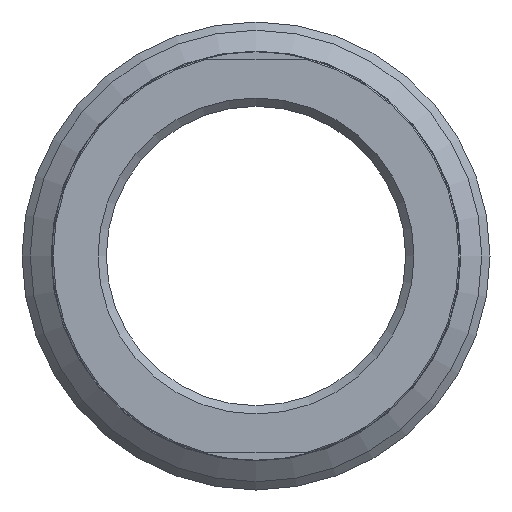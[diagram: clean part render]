
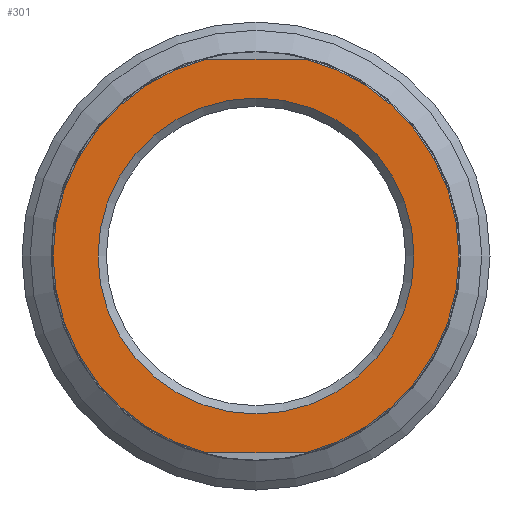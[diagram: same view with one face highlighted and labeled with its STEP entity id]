
A CAD part, left-side view. The second image highlights one B-rep face of the part: STEP entity #301.
In plain terms, the highlighted planar face has unit normal (-1, 0, 0).
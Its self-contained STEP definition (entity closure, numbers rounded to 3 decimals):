
#17=FACE_BOUND('',#61,.T.);
#42=FACE_OUTER_BOUND('',#60,.T.);
#60=EDGE_LOOP('',(#246,#247,#248,#249));
#61=EDGE_LOOP('',(#250));
#70=LINE('',#483,#86);
#74=LINE('',#502,#90);
#86=VECTOR('',#379,10.);
#90=VECTOR('',#389,10.);
#107=CIRCLE('',#341,48.95);
#113=CIRCLE('',#351,48.95);
#114=CIRCLE('',#353,38.113);
#127=VERTEX_POINT('',#478);
#128=VERTEX_POINT('',#482);
#133=VERTEX_POINT('',#497);
#134=VERTEX_POINT('',#501);
#144=VERTEX_POINT('',#538);
#157=EDGE_CURVE('',#128,#127,#70,.T.);
#164=EDGE_CURVE('',#134,#133,#74,.T.);
#173=EDGE_CURVE('',#128,#133,#107,.T.);
#181=EDGE_CURVE('',#134,#127,#113,.T.);
#182=EDGE_CURVE('',#144,#144,#114,.T.);
#246=ORIENTED_EDGE('',*,*,#157,.T.);
#247=ORIENTED_EDGE('',*,*,#181,.F.);
#248=ORIENTED_EDGE('',*,*,#164,.T.);
#249=ORIENTED_EDGE('',*,*,#173,.F.);
#250=ORIENTED_EDGE('',*,*,#182,.F.);
#290=PLANE('',#352);
#301=ADVANCED_FACE('',(#42,#17),#290,.T.);
#341=AXIS2_PLACEMENT_3D('',#519,#406,#407);
#351=AXIS2_PLACEMENT_3D('',#536,#428,#429);
#352=AXIS2_PLACEMENT_3D('',#537,#430,#431);
#353=AXIS2_PLACEMENT_3D('',#539,#432,#433);
#379=DIRECTION('',(0.,1.,0.));
#389=DIRECTION('',(0.,-1.,0.));
#406=DIRECTION('center_axis',(1.,0.,0.));
#407=DIRECTION('ref_axis',(0.,-1.,0.));
#428=DIRECTION('center_axis',(1.,0.,0.));
#429=DIRECTION('ref_axis',(0.,-1.,0.));
#430=DIRECTION('center_axis',(-1.,0.,0.));
#431=DIRECTION('ref_axis',(0.,0.,1.));
#432=DIRECTION('center_axis',(-1.,0.,0.));
#433=DIRECTION('ref_axis',(0.,0.,-1.));
#478=CARTESIAN_POINT('',(-44.,11.826,47.5));
#482=CARTESIAN_POINT('',(-44.,-11.826,47.5));
#483=CARTESIAN_POINT('',(-44.,-9.536,47.5));
#497=CARTESIAN_POINT('',(-44.,-11.826,-47.5));
#501=CARTESIAN_POINT('',(-44.,11.826,-47.5));
#502=CARTESIAN_POINT('',(-44.,62.35,-47.5));
#519=CARTESIAN_POINT('Origin',(-44.,0.,0.));
#536=CARTESIAN_POINT('Origin',(-44.,0.,0.));
#537=CARTESIAN_POINT('Origin',(-44.,49.25,0.));
#538=CARTESIAN_POINT('',(-44.,0.,38.113));
#539=CARTESIAN_POINT('Origin',(-44.,0.,0.));
